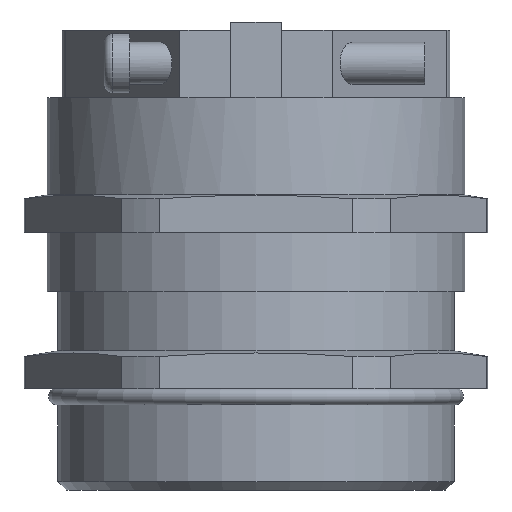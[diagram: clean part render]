
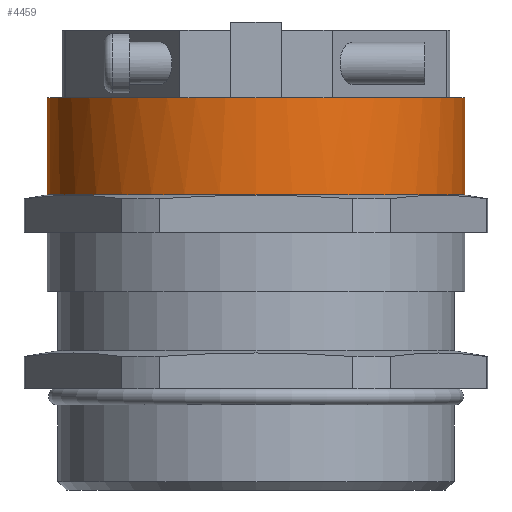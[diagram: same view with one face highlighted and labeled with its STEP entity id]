
A CAD part, front view. The second image highlights one B-rep face of the part: STEP entity #4459.
In plain terms, the highlighted cylindrical face has radius 24.75 mm (diameter 49.5 mm), a partial arc.
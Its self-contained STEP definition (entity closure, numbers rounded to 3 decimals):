
#6 = DIRECTION ( 'NONE',  ( 0., 0., 1. ) ) ;
#58 = DIRECTION ( 'NONE',  ( 1., 0., 0. ) ) ;
#75 = AXIS2_PLACEMENT_3D ( 'NONE', #90, #6, #58 ) ;
#87 = CIRCLE ( 'NONE', #75, 24.75 ) ;
#90 = CARTESIAN_POINT ( 'NONE',  ( 0., 0., 46.5 ) ) ;
#1078 = CARTESIAN_POINT ( 'NONE',  ( 0., -24.75, 46.5 ) ) ;
#1081 = DIRECTION ( 'NONE',  ( -1., 0., 0. ) ) ;
#1082 = DIRECTION ( 'NONE',  ( 0., 0., -1. ) ) ;
#1083 = CARTESIAN_POINT ( 'NONE',  ( 0., 0., 46.5 ) ) ;
#1088 = DIRECTION ( 'NONE',  ( 1., 0., 0. ) ) ;
#1089 = DIRECTION ( 'NONE',  ( 0., 0., 1. ) ) ;
#1090 = CARTESIAN_POINT ( 'NONE',  ( 0., 0., 46.5 ) ) ;
#1091 = AXIS2_PLACEMENT_3D ( 'NONE', #1090, #1089, #1088 ) ;
#1152 = CIRCLE ( 'NONE', #1091, 24.75 ) ;
#1230 = CYLINDRICAL_SURFACE ( 'NONE', #1260, 24.75 ) ;
#1253 = FACE_OUTER_BOUND ( 'NONE', #4470, .T. ) ;
#1260 = AXIS2_PLACEMENT_3D ( 'NONE', #1083, #1082, #1081 ) ;
#1327 = EDGE_CURVE ( 'NONE', #1419, #1340, #3322, .T. ) ;
#1337 = VERTEX_POINT ( 'NONE', #3318 ) ;
#1340 = VERTEX_POINT ( 'NONE', #3277 ) ;
#1344 = EDGE_CURVE ( 'NONE', #1337, #1404, #3315, .T. ) ;
#1404 = VERTEX_POINT ( 'NONE', #3324 ) ;
#1419 = VERTEX_POINT ( 'NONE', #3303 ) ;
#1765 = DIRECTION ( 'NONE',  ( -1., 0., 0. ) ) ;
#1766 = DIRECTION ( 'NONE',  ( 0., 0., 1. ) ) ;
#1767 = CARTESIAN_POINT ( 'NONE',  ( 0., 0., 35. ) ) ;
#1768 = AXIS2_PLACEMENT_3D ( 'NONE', #1767, #1766, #1765 ) ;
#1797 = CIRCLE ( 'NONE', #1768, 24.75 ) ;
#2232 = VERTEX_POINT ( 'NONE', #4078 ) ;
#2254 = VERTEX_POINT ( 'NONE', #4097 ) ;
#2268 = EDGE_CURVE ( 'NONE', #2232, #1419, #4088, .T. ) ;
#2321 = EDGE_CURVE ( 'NONE', #1337, #2254, #4241, .T. ) ;
#3263 = DIRECTION ( 'NONE',  ( 0., 0., -1. ) ) ;
#3264 = VECTOR ( 'NONE', #3263, 1000. ) ;
#3265 = CARTESIAN_POINT ( 'NONE',  ( -24.75, 0., 46.5 ) ) ;
#3277 = CARTESIAN_POINT ( 'NONE',  ( 24.75, 0., 35. ) ) ;
#3303 = CARTESIAN_POINT ( 'NONE',  ( 24.75, 0., 46.5 ) ) ;
#3315 = LINE ( 'NONE', #3265, #3264 ) ;
#3318 = CARTESIAN_POINT ( 'NONE',  ( -24.75, 0., 46.5 ) ) ;
#3319 = DIRECTION ( 'NONE',  ( 0., 0., -1. ) ) ;
#3320 = VECTOR ( 'NONE', #3319, 1000. ) ;
#3321 = CARTESIAN_POINT ( 'NONE',  ( 24.75, 0., 46.5 ) ) ;
#3322 = LINE ( 'NONE', #3321, #3320 ) ;
#3324 = CARTESIAN_POINT ( 'NONE',  ( -24.75, 0., 35. ) ) ;
#4078 = CARTESIAN_POINT ( 'NONE',  ( 10.533, -22.397, 46.5 ) ) ;
#4088 = CIRCLE ( 'NONE', #4185, 24.75 ) ;
#4089 = DIRECTION ( 'NONE',  ( 0., 0., 1. ) ) ;
#4097 = CARTESIAN_POINT ( 'NONE',  ( -10.533, -22.397, 46.5 ) ) ;
#4113 = DIRECTION ( 'NONE',  ( 1., 0., 0. ) ) ;
#4180 = CARTESIAN_POINT ( 'NONE',  ( 0., 0., 46.5 ) ) ;
#4185 = AXIS2_PLACEMENT_3D ( 'NONE', #4180, #4089, #4113 ) ;
#4240 = AXIS2_PLACEMENT_3D ( 'NONE', #4308, #4307, #4306 ) ;
#4241 = CIRCLE ( 'NONE', #4240, 24.75 ) ;
#4306 = DIRECTION ( 'NONE',  ( 1., 0., 0. ) ) ;
#4307 = DIRECTION ( 'NONE',  ( 0., 0., 1. ) ) ;
#4308 = CARTESIAN_POINT ( 'NONE',  ( 0., 0., 46.5 ) ) ;
#4366 = EDGE_CURVE ( 'NONE', #1404, #1340, #1797, .T. ) ;
#4452 = EDGE_CURVE ( 'NONE', #4472, #2232, #1152, .T. ) ;
#4458 = ORIENTED_EDGE ( 'NONE', *, *, #2321, .F. ) ;
#4459 = ADVANCED_FACE ( 'NONE', ( #1253 ), #1230, .T. ) ;
#4470 = EDGE_LOOP ( 'NONE', ( #4568, #4575, #4562, #4565, #4458, #4582, #4564 ) ) ;
#4472 = VERTEX_POINT ( 'NONE', #1078 ) ;
#4562 = ORIENTED_EDGE ( 'NONE', *, *, #4452, .F. ) ;
#4564 = ORIENTED_EDGE ( 'NONE', *, *, #4366, .T. ) ;
#4565 = ORIENTED_EDGE ( 'NONE', *, *, #4566, .F. ) ;
#4566 = EDGE_CURVE ( 'NONE', #2254, #4472, #87, .T. ) ;
#4568 = ORIENTED_EDGE ( 'NONE', *, *, #1327, .F. ) ;
#4575 = ORIENTED_EDGE ( 'NONE', *, *, #2268, .F. ) ;
#4582 = ORIENTED_EDGE ( 'NONE', *, *, #1344, .T. ) ;
